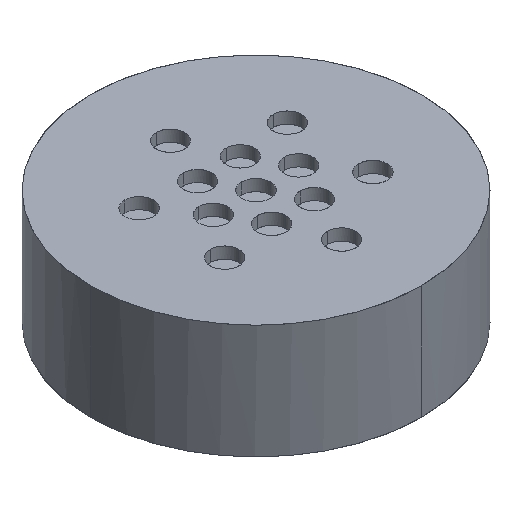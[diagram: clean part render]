
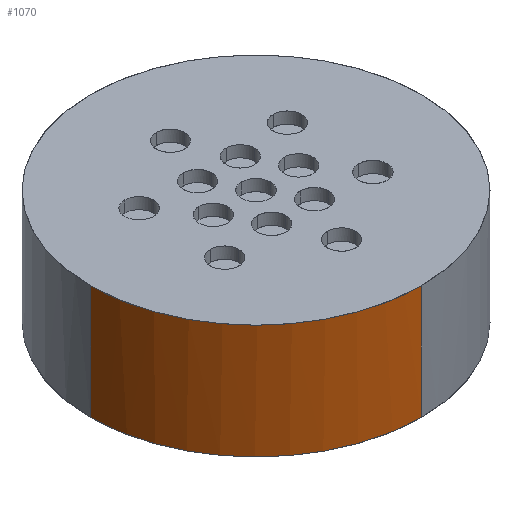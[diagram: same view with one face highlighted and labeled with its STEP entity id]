
A CAD part, isometric view. The second image highlights one B-rep face of the part: STEP entity #1070.
In plain terms, the highlighted free-form (B-spline) face has degree [2, 1] with [3, 2] control points.
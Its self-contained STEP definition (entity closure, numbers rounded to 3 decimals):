
#1031=(
BOUNDED_SURFACE()
B_SPLINE_SURFACE(2,1,((#1032,#1033),(#1034,#1035),(#1036,#1037)),.UNSPECIFIED.,.F.,.F.,.F.)
B_SPLINE_SURFACE_WITH_KNOTS((3,3),(2,2),(0.000,1.000),(0.000,1.000),.UNSPECIFIED.)
GEOMETRIC_REPRESENTATION_ITEM()
RATIONAL_B_SPLINE_SURFACE(((1.,1.),(0.707,0.707),(1.,1.)))
REPRESENTATION_ITEM('')
SURFACE()
);
#1032=CARTESIAN_POINT('',(0.,-2.9,2.));
#1033=CARTESIAN_POINT('',(0.,-2.9,0.));
#1034=CARTESIAN_POINT('',(-2.9,-2.9,2.));
#1035=CARTESIAN_POINT('',(-2.9,-2.9,0.));
#1036=CARTESIAN_POINT('',(-2.9,0.,2.));
#1037=CARTESIAN_POINT('',(-2.9,0.,0.));
#1038=CARTESIAN_POINT('',(0.,-2.9,2.));
#1039=VERTEX_POINT('',#1038);
#1040=(
BOUNDED_CURVE()
B_SPLINE_CURVE(1,(#1041,#1042),.UNSPECIFIED.,.F.,.F.)
B_SPLINE_CURVE_WITH_KNOTS((2,2),(0.000,1.000),.UNSPECIFIED.)
CURVE()
GEOMETRIC_REPRESENTATION_ITEM()
RATIONAL_B_SPLINE_CURVE((1.,1.))
REPRESENTATION_ITEM('')
);
#1041=CARTESIAN_POINT('',(0.,-2.9,2.));
#1042=CARTESIAN_POINT('',(0.,-2.9,0.));
#1043=CARTESIAN_POINT('',(0.,-2.9,0.));
#1044=VERTEX_POINT('',#1043);
#1045=EDGE_CURVE('',#1039,#1044,#1040,.T.);
#1046=ORIENTED_EDGE('',*,*,#1045,.T.);
#1047=(
BOUNDED_CURVE()
B_SPLINE_CURVE(2,(#1048,#1049,#1050),.UNSPECIFIED.,.F.,.F.)
B_SPLINE_CURVE_WITH_KNOTS((3,3),(0.000,1.000),.UNSPECIFIED.)
CURVE()
GEOMETRIC_REPRESENTATION_ITEM()
RATIONAL_B_SPLINE_CURVE((1.,0.707,1.))
REPRESENTATION_ITEM('')
);
#1048=CARTESIAN_POINT('',(0.,-2.9,0.));
#1049=CARTESIAN_POINT('',(-2.9,-2.9,0.));
#1050=CARTESIAN_POINT('',(-2.9,0.,0.));
#1051=CARTESIAN_POINT('',(-2.9,0.,0.));
#1052=VERTEX_POINT('',#1051);
#1053=EDGE_CURVE('',#1044,#1052,#1047,.T.);
#1054=ORIENTED_EDGE('',*,*,#1053,.T.);
#1055=(
BOUNDED_CURVE()
B_SPLINE_CURVE(1,(#1056,#1057),.UNSPECIFIED.,.F.,.F.)
B_SPLINE_CURVE_WITH_KNOTS((2,2),(0.000,1.000),.UNSPECIFIED.)
CURVE()
GEOMETRIC_REPRESENTATION_ITEM()
RATIONAL_B_SPLINE_CURVE((1.,1.))
REPRESENTATION_ITEM('')
);
#1056=CARTESIAN_POINT('',(-2.9,0.,0.));
#1057=CARTESIAN_POINT('',(-2.9,0.,2.));
#1058=CARTESIAN_POINT('',(-2.9,0.,2.));
#1059=VERTEX_POINT('',#1058);
#1060=EDGE_CURVE('',#1052,#1059,#1055,.T.);
#1061=ORIENTED_EDGE('',*,*,#1060,.T.);
#1062=(
BOUNDED_CURVE()
B_SPLINE_CURVE(2,(#1063,#1064,#1065),.UNSPECIFIED.,.F.,.F.)
B_SPLINE_CURVE_WITH_KNOTS((3,3),(0.000,1.000),.UNSPECIFIED.)
CURVE()
GEOMETRIC_REPRESENTATION_ITEM()
RATIONAL_B_SPLINE_CURVE((1.,0.707,1.))
REPRESENTATION_ITEM('')
);
#1063=CARTESIAN_POINT('',(-2.9,0.,2.));
#1064=CARTESIAN_POINT('',(-2.9,-2.9,2.));
#1065=CARTESIAN_POINT('',(0.,-2.9,2.));
#1066=EDGE_CURVE('',#1059,#1039,#1062,.T.);
#1067=ORIENTED_EDGE('',*,*,#1066,.T.);
#1068=EDGE_LOOP('',(#1046,#1054,#1061,#1067));
#1069=FACE_OUTER_BOUND('',#1068,.T.);
#1070=ADVANCED_FACE('',(#1069),#1031,.T.);
